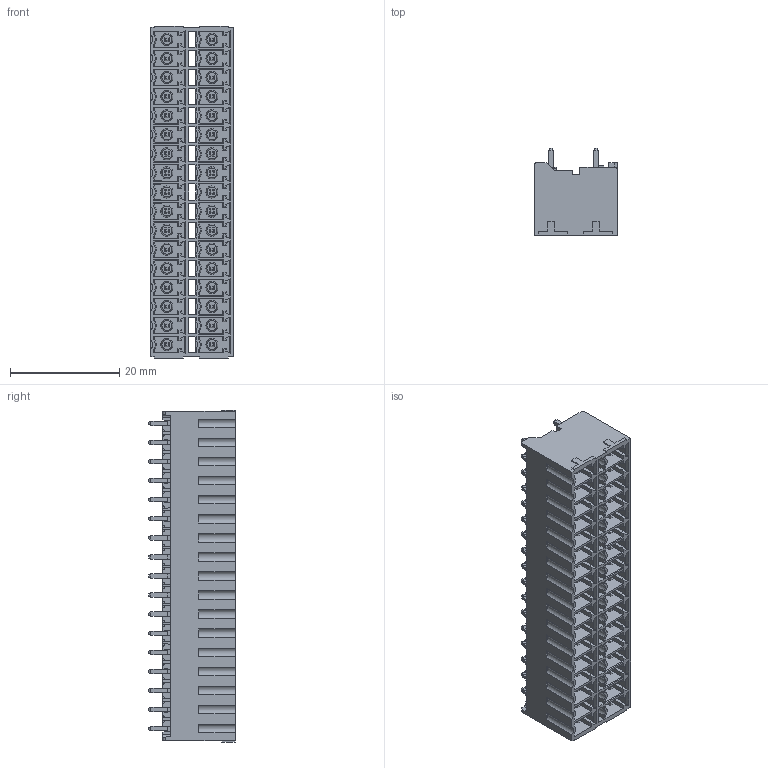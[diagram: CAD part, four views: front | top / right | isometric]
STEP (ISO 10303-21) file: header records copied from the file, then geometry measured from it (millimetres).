
FILE_DESCRIPTION((''),'2;1');
FILE_NAME('TLPHDC-007R-34P-X','2019-03-29T',('yanfa'),(''),'PRO/ENGINEER BY PARAMETRIC TECHNOLOGY CORPORATION, 2013240','PRO/ENGINEER BY PARAMETRIC TECHNOLOGY CORPORATION, 2013240','');
FILE_SCHEMA(('CONFIG_CONTROL_DESIGN'));
Products named in the file (1): TLPHDC-007R-34P-X
Bounding box: 15.2 x 15.9 x 60.9 mm (x, y, z)
Volume: 7116.1 mm3; surface area: 11312.7 mm2
Topology: 1 solids, 1 shells, 2870 faces, 7753 edges, 5020 vertices
Faces by surface type: plane 2545, cylinder 206, cone 102, torus 17
Entity records: 88643 total; most frequent: CARTESIAN_POINT 16718, ORIENTED_EDGE 15506, DIRECTION 13673, EDGE_CURVE 7753, VECTOR 7039, LINE 7039, VERTEX_POINT 5020, AXIS2_PLACEMENT_3D 3317
